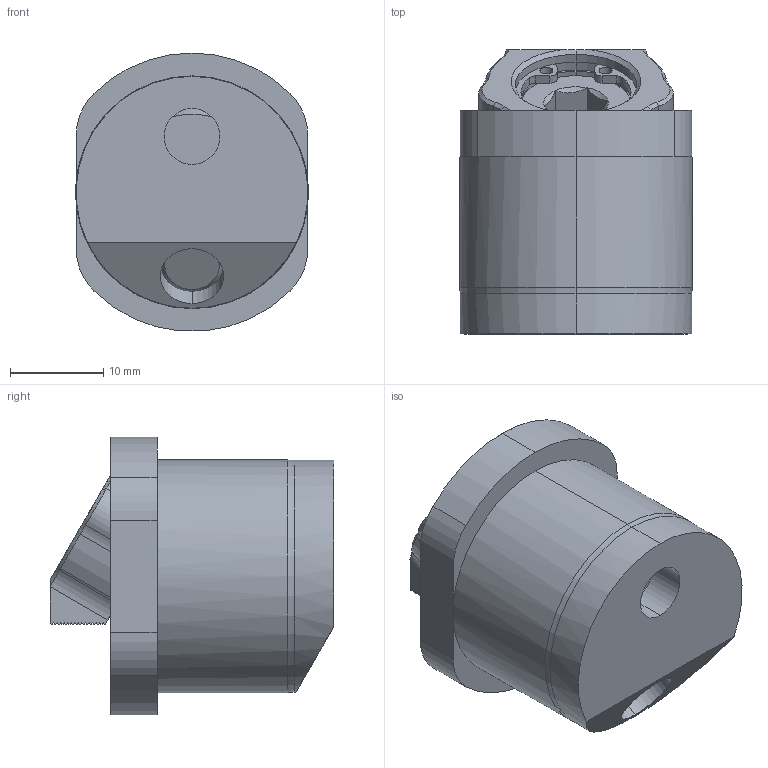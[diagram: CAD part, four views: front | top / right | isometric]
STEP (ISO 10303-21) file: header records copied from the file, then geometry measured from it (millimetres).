
FILE_DESCRIPTION (( 'STEP AP214' ), '1' );
FILE_NAME ('28322NEW.STEP', '2021-03-09T15:52:47', ( '' ), ( '' ), 'SwSTEP 2.0', 'SolidWorks 2018', '' );
FILE_SCHEMA (( 'AUTOMOTIVE_DESIGN' ));
Length unit declared in the file: inch
Products named in the file (6): 28425 NEW_28425; 28322NEW; M816MM SHCS_M816MM SHCS; 28486_28486; 284861_284861; 31208_31208
Assembly tree (5 placements, depth 3):
  28322NEW
    28425 NEW_28425
    28486_28486
      284861_284861
      31208_31208
      M816MM SHCS_M816MM SHCS
Bounding box: 24.99 x 30.5 x 29.84 mm (x, y, z)
Volume: 11224.2 mm3; surface area: 7728.2 mm2
Topology: 4 solids, 4 shells, 261 faces, 693 edges, 445 vertices
Faces by surface type: cylinder 126, plane 91, cone 40, torus 2, bspline 2
Entity records: 9912 total; most frequent: CARTESIAN_POINT 3246, ORIENTED_EDGE 1386, DIRECTION 1266, EDGE_CURVE 693, AXIS2_PLACEMENT_3D 453, VERTEX_POINT 445, LINE 360, VECTOR 360
